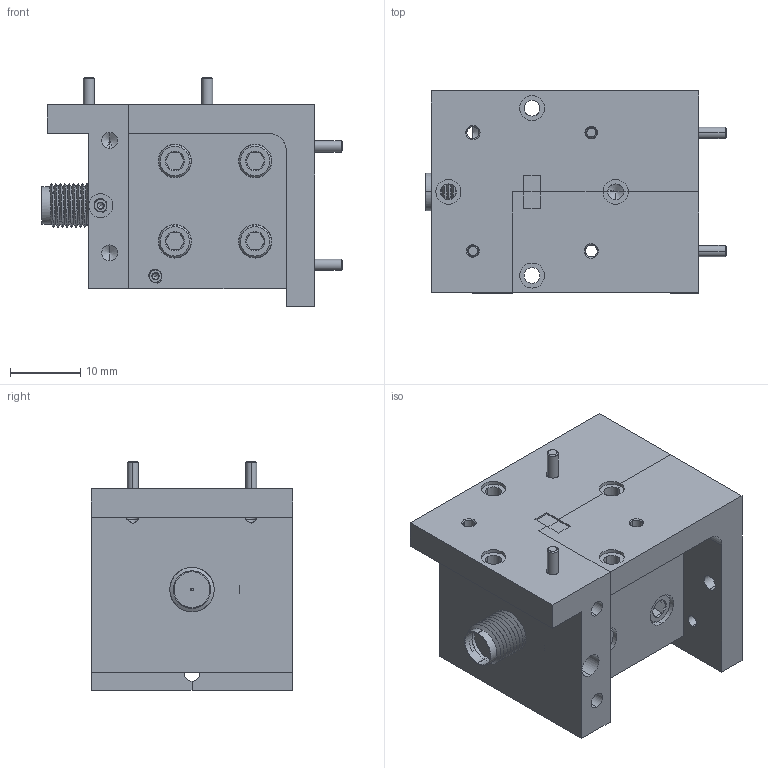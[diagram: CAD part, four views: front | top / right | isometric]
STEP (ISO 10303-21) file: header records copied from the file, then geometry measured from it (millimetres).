
FILE_DESCRIPTION (( 'STEP AP203' ), '1' );
FILE_NAME ('SFU-19-N1.STEP', '2019-10-12T00:26:30', ( '' ), ( '' ), 'SwSTEP 2.0', 'SolidWorks 2016', '' );
FILE_SCHEMA (( 'CONFIG_CONTROL_DESIGN' ));
Length unit declared in the file: inch
Products named in the file (1): SFU-19-N1
Bounding box: 42.74 x 28.7 x 32.58 mm (x, y, z)
Volume: 17599.6 mm3; surface area: 10281.9 mm2
Topology: 14 solids, 14 shells, 576 faces, 1366 edges, 811 vertices
Faces by surface type: cylinder 221, cone 198, plane 150, bspline 7
Entity records: 19202 total; most frequent: CARTESIAN_POINT 6219, DIRECTION 2694, ORIENTED_EDGE 2678, EDGE_CURVE 1339, AXIS2_PLACEMENT_3D 1032, VERTEX_POINT 811, EDGE_LOOP 646, VECTOR 630
